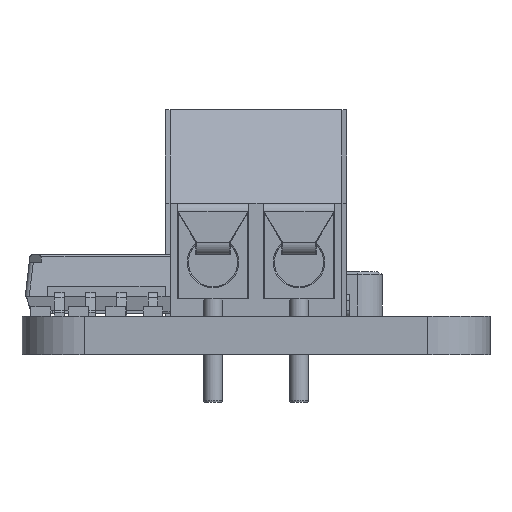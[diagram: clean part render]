
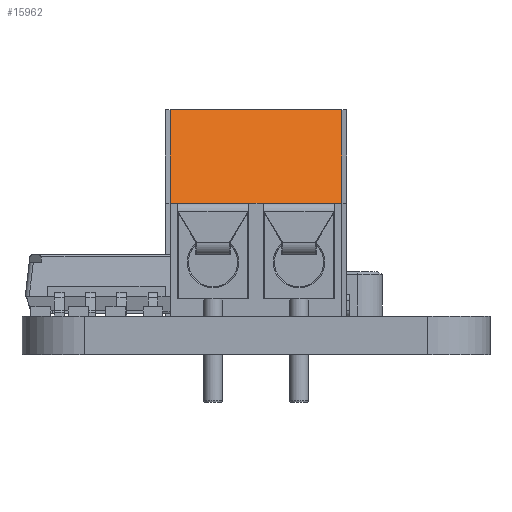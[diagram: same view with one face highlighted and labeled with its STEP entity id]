
A CAD part, left-side view. The second image highlights one B-rep face of the part: STEP entity #15962.
In plain terms, the highlighted face is planar.
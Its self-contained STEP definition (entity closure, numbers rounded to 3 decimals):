
#709=PLANE('',#17496);
#1478=FACE_OUTER_BOUND('',#2452,.T.);
#2452=EDGE_LOOP('',(#12649,#12650,#12651,#12652,#12653,#12654,#12655,#12656));
#3450=LINE('',#26220,#4884);
#3474=LINE('',#26269,#4908);
#3477=LINE('',#26275,#4911);
#3505=LINE('',#26370,#4939);
#3510=LINE('',#26380,#4944);
#3523=LINE('',#26403,#4957);
#3536=LINE('',#26427,#4970);
#3542=LINE('',#26440,#4976);
#4884=VECTOR('',#20750,10.);
#4908=VECTOR('',#20782,10.);
#4911=VECTOR('',#20787,10.);
#4939=VECTOR('',#20881,10.);
#4944=VECTOR('',#20888,10.);
#4957=VECTOR('',#20907,10.);
#4970=VECTOR('',#20930,10.);
#4976=VECTOR('',#20946,10.);
#7113=VERTEX_POINT('',#26217);
#7114=VERTEX_POINT('',#26219);
#7135=VERTEX_POINT('',#26267);
#7137=VERTEX_POINT('',#26274);
#7171=VERTEX_POINT('',#26369);
#7174=VERTEX_POINT('',#26377);
#7175=VERTEX_POINT('',#26379);
#7182=VERTEX_POINT('',#26401);
#9002=EDGE_CURVE('',#7114,#7113,#3450,.T.);
#9027=EDGE_CURVE('',#7113,#7135,#3474,.T.);
#9030=EDGE_CURVE('',#7137,#7114,#3477,.T.);
#9077=EDGE_CURVE('',#7137,#7171,#3505,.T.);
#9082=EDGE_CURVE('',#7174,#7175,#3510,.T.);
#9095=EDGE_CURVE('',#7182,#7135,#3523,.T.);
#9108=EDGE_CURVE('',#7171,#7174,#3536,.T.);
#9114=EDGE_CURVE('',#7175,#7182,#3542,.T.);
#12649=ORIENTED_EDGE('',*,*,#9077,.F.);
#12650=ORIENTED_EDGE('',*,*,#9030,.T.);
#12651=ORIENTED_EDGE('',*,*,#9002,.T.);
#12652=ORIENTED_EDGE('',*,*,#9027,.T.);
#12653=ORIENTED_EDGE('',*,*,#9095,.F.);
#12654=ORIENTED_EDGE('',*,*,#9114,.F.);
#12655=ORIENTED_EDGE('',*,*,#9082,.F.);
#12656=ORIENTED_EDGE('',*,*,#9108,.F.);
#15962=ADVANCED_FACE('',(#1478),#709,.T.);
#17496=AXIS2_PLACEMENT_3D('',#26442,#20949,#20950);
#20750=DIRECTION('',(-1.,0.,0.));
#20782=DIRECTION('',(0.,-0.358,-0.934));
#20787=DIRECTION('',(0.,0.358,0.934));
#20881=DIRECTION('',(-1.,0.,0.));
#20888=DIRECTION('',(-1.,0.,0.));
#20907=DIRECTION('',(-1.,0.,0.));
#20930=DIRECTION('',(-1.,0.,0.));
#20946=DIRECTION('',(-1.,0.,0.));
#20949=DIRECTION('center_axis',(0.,-0.934,
0.358));
#20950=DIRECTION('ref_axis',(-1.,0.,0.));
#26217=CARTESIAN_POINT('',(-3.5,-1.891,8.4));
#26219=CARTESIAN_POINT('',(3.5,-1.891,8.4));
#26220=CARTESIAN_POINT('',(1.75,-1.891,8.4));
#26267=CARTESIAN_POINT('',(-3.5,-3.35,4.6));
#26269=CARTESIAN_POINT('',(-3.5,-3.172,5.064));
#26274=CARTESIAN_POINT('',(3.5,-3.35,4.6));
#26275=CARTESIAN_POINT('',(3.5,-3.172,5.064));
#26369=CARTESIAN_POINT('',(3.2,-3.35,4.6));
#26370=CARTESIAN_POINT('',(0.095,-3.35,4.6));
#26377=CARTESIAN_POINT('',(0.3,-3.35,4.6));
#26379=CARTESIAN_POINT('',(-0.3,-3.35,4.6));
#26380=CARTESIAN_POINT('',(0.095,-3.35,4.6));
#26401=CARTESIAN_POINT('',(-3.2,-3.35,4.6));
#26403=CARTESIAN_POINT('',(-0.875,-3.35,4.6));
#26427=CARTESIAN_POINT('',(0.095,-3.35,4.6));
#26440=CARTESIAN_POINT('',(-0.875,-3.35,4.6));
#26442=CARTESIAN_POINT('Origin',(1.75,-1.891,8.4));
